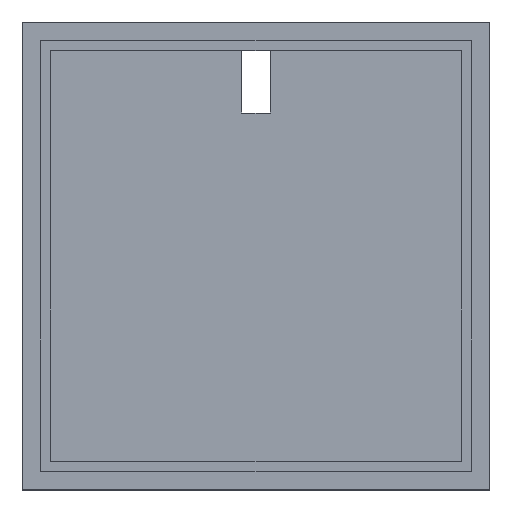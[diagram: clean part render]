
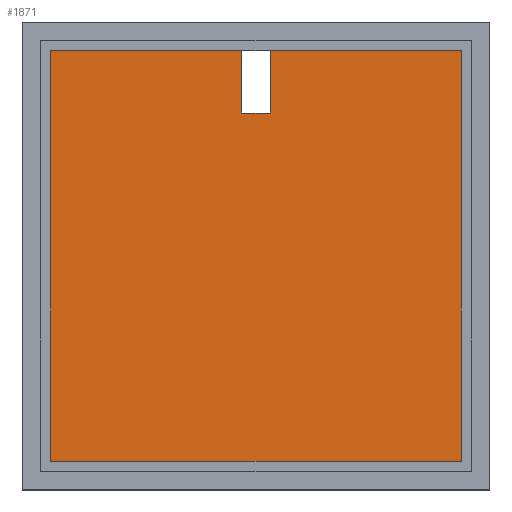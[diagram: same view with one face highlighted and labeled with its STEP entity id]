
A CAD part, top view. The second image highlights one B-rep face of the part: STEP entity #1871.
In plain terms, the highlighted planar face has unit normal (0, 0, 1).
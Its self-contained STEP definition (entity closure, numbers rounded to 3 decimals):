
#1139 = VERTEX_POINT('',#1140);
#1140 = CARTESIAN_POINT('',(-5.,50.5,3.5));
#1146 = EDGE_CURVE('',#1147,#1139,#1149,.T.);
#1147 = VERTEX_POINT('',#1148);
#1148 = CARTESIAN_POINT('',(-5.,72.5,3.5));
#1149 = LINE('',#1150,#1151);
#1150 = CARTESIAN_POINT('',(-5.,41.25,3.5));
#1151 = VECTOR('',#1152,1.);
#1152 = DIRECTION('',(0.,-1.,0.));
#1177 = VERTEX_POINT('',#1178);
#1178 = CARTESIAN_POINT('',(5.,50.5,3.5));
#1186 = EDGE_CURVE('',#1177,#1139,#1187,.T.);
#1187 = LINE('',#1188,#1189);
#1188 = CARTESIAN_POINT('',(0.,50.5,3.5));
#1189 = VECTOR('',#1190,1.);
#1190 = DIRECTION('',(-1.,0.,0.));
#1210 = VERTEX_POINT('',#1211);
#1211 = CARTESIAN_POINT('',(5.,72.5,3.5));
#1217 = EDGE_CURVE('',#1177,#1210,#1218,.T.);
#1218 = LINE('',#1219,#1220);
#1219 = CARTESIAN_POINT('',(5.,41.25,3.5));
#1220 = VECTOR('',#1221,1.);
#1221 = DIRECTION('',(0.,1.,0.));
#1706 = VERTEX_POINT('',#1707);
#1707 = CARTESIAN_POINT('',(-72.5,-72.5,3.5));
#1713 = EDGE_CURVE('',#1706,#1714,#1716,.T.);
#1714 = VERTEX_POINT('',#1715);
#1715 = CARTESIAN_POINT('',(72.5,-72.5,3.5));
#1716 = LINE('',#1717,#1718);
#1717 = CARTESIAN_POINT('',(-72.5,-72.5,3.5));
#1718 = VECTOR('',#1719,1.);
#1719 = DIRECTION('',(1.,0.,0.));
#1737 = VERTEX_POINT('',#1738);
#1738 = CARTESIAN_POINT('',(-72.5,72.5,3.5));
#1744 = EDGE_CURVE('',#1737,#1706,#1745,.T.);
#1745 = LINE('',#1746,#1747);
#1746 = CARTESIAN_POINT('',(-72.5,72.5,3.5));
#1747 = VECTOR('',#1748,1.);
#1748 = DIRECTION('',(0.,-1.,0.));
#1786 = VERTEX_POINT('',#1787);
#1787 = CARTESIAN_POINT('',(72.5,72.5,3.5));
#1793 = EDGE_CURVE('',#1786,#1210,#1794,.T.);
#1794 = LINE('',#1795,#1796);
#1795 = CARTESIAN_POINT('',(72.5,72.5,3.5));
#1796 = VECTOR('',#1797,1.);
#1797 = DIRECTION('',(-1.,0.,0.));
#1807 = EDGE_CURVE('',#1147,#1737,#1808,.T.);
#1808 = LINE('',#1809,#1810);
#1809 = CARTESIAN_POINT('',(72.5,72.5,3.5));
#1810 = VECTOR('',#1811,1.);
#1811 = DIRECTION('',(-1.,0.,0.));
#1823 = EDGE_CURVE('',#1714,#1786,#1824,.T.);
#1824 = LINE('',#1825,#1826);
#1825 = CARTESIAN_POINT('',(72.5,-72.5,3.5));
#1826 = VECTOR('',#1827,1.);
#1827 = DIRECTION('',(0.,1.,0.));
#1871 = ADVANCED_FACE('',(#1872),#1882,.T.);
#1872 = FACE_BOUND('',#1873,.T.);
#1873 = EDGE_LOOP('',(#1874,#1875,#1876,#1877,#1878,#1879,#1880,#1881));
#1874 = ORIENTED_EDGE('',*,*,#1744,.T.);
#1875 = ORIENTED_EDGE('',*,*,#1713,.T.);
#1876 = ORIENTED_EDGE('',*,*,#1823,.T.);
#1877 = ORIENTED_EDGE('',*,*,#1793,.T.);
#1878 = ORIENTED_EDGE('',*,*,#1217,.F.);
#1879 = ORIENTED_EDGE('',*,*,#1186,.T.);
#1880 = ORIENTED_EDGE('',*,*,#1146,.F.);
#1881 = ORIENTED_EDGE('',*,*,#1807,.T.);
#1882 = PLANE('',#1883);
#1883 = AXIS2_PLACEMENT_3D('',#1884,#1885,#1886);
#1884 = CARTESIAN_POINT('',(0.,0.,3.5));
#1885 = DIRECTION('',(0.,0.,1.));
#1886 = DIRECTION('',(1.,0.,0.));
